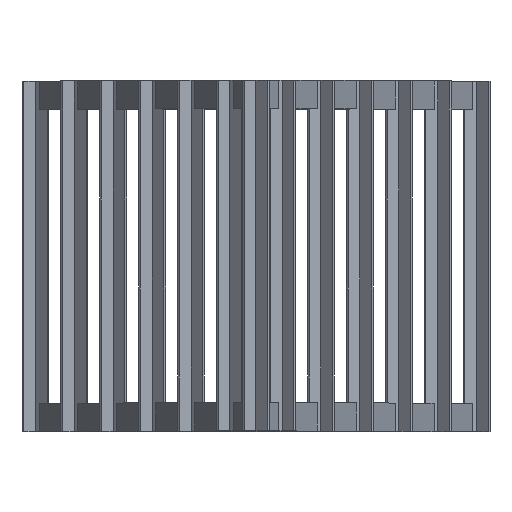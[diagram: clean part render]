
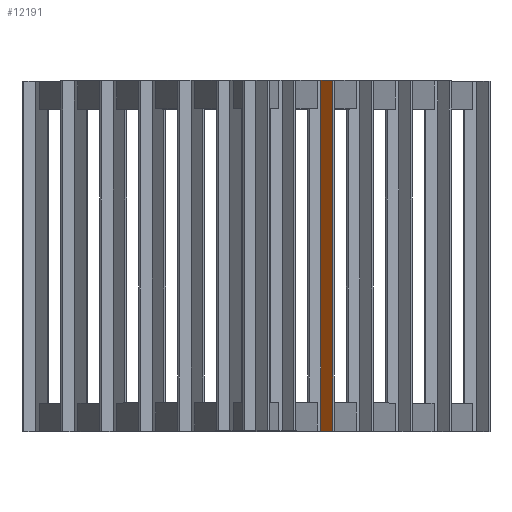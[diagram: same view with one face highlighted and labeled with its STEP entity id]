
A CAD part, top view. The second image highlights one B-rep face of the part: STEP entity #12191.
In plain terms, the highlighted free-form (B-spline) face has degree [1, 1] with [2, 2] control points.
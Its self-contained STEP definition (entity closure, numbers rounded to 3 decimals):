
#12048 = VERTEX_POINT('',#12049);
#12049 = CARTESIAN_POINT('',(94.07,0.,-273.428));
#12056 = EDGE_CURVE('',#12048,#12057,#12059,.T.);
#12057 = VERTEX_POINT('',#12058);
#12058 = CARTESIAN_POINT('',(94.07,507.803,
    -273.428));
#12059 = B_SPLINE_CURVE_WITH_KNOTS('',1,(#12060,#12061),.UNSPECIFIED.,
  .F.,.F.,(2,2),(0.,469.9),.PIECEWISE_BEZIER_KNOTS.);
#12060 = CARTESIAN_POINT('',(94.07,0.,-273.428));
#12061 = CARTESIAN_POINT('',(94.07,507.803,
    -273.428));
#12168 = VERTEX_POINT('',#12169);
#12169 = CARTESIAN_POINT('',(111.054,0.,-256.445));
#12176 = VERTEX_POINT('',#12177);
#12177 = CARTESIAN_POINT('',(111.054,507.803,
    -256.445));
#12182 = EDGE_CURVE('',#12168,#12176,#12183,.T.);
#12183 = B_SPLINE_CURVE_WITH_KNOTS('',1,(#12184,#12185),.UNSPECIFIED.,
  .F.,.F.,(2,2),(0.,469.9),.PIECEWISE_BEZIER_KNOTS.);
#12184 = CARTESIAN_POINT('',(111.054,0.,-256.445));
#12185 = CARTESIAN_POINT('',(111.054,507.803,
    -256.445));
#12191 = ADVANCED_FACE('',(#12192),#12206,.T.);
#12192 = FACE_BOUND('',#12193,.T.);
#12193 = EDGE_LOOP('',(#12194,#12199,#12200,#12205));
#12194 = ORIENTED_EDGE('',*,*,#12195,.T.);
#12195 = EDGE_CURVE('',#12048,#12168,#12196,.T.);
#12196 = B_SPLINE_CURVE_WITH_KNOTS('',1,(#12197,#12198),.UNSPECIFIED.,
  .F.,.F.,(2,2),(0.,22.225),.PIECEWISE_BEZIER_KNOTS.);
#12197 = CARTESIAN_POINT('',(94.07,0.,-273.428));
#12198 = CARTESIAN_POINT('',(111.054,0.,-256.445));
#12199 = ORIENTED_EDGE('',*,*,#12182,.T.);
#12200 = ORIENTED_EDGE('',*,*,#12201,.F.);
#12201 = EDGE_CURVE('',#12057,#12176,#12202,.T.);
#12202 = B_SPLINE_CURVE_WITH_KNOTS('',1,(#12203,#12204),.UNSPECIFIED.,
  .F.,.F.,(2,2),(0.,22.225),.PIECEWISE_BEZIER_KNOTS.);
#12203 = CARTESIAN_POINT('',(94.07,507.803,
    -273.428));
#12204 = CARTESIAN_POINT('',(111.054,507.803,
    -256.445));
#12205 = ORIENTED_EDGE('',*,*,#12056,.F.);
#12206 = B_SPLINE_SURFACE_WITH_KNOTS('',1,1,(
    (#12207,#12208)
    ,(#12209,#12210
  )),.UNSPECIFIED.,.F.,.F.,.F.,(2,2),(2,2),(0.,22.225),(0.,469.9),
  .PIECEWISE_BEZIER_KNOTS.);
#12207 = CARTESIAN_POINT('',(94.07,0.,-273.428));
#12208 = CARTESIAN_POINT('',(94.07,507.803,
    -273.428));
#12209 = CARTESIAN_POINT('',(111.054,0.,-256.445));
#12210 = CARTESIAN_POINT('',(111.054,507.803,
    -256.445));
